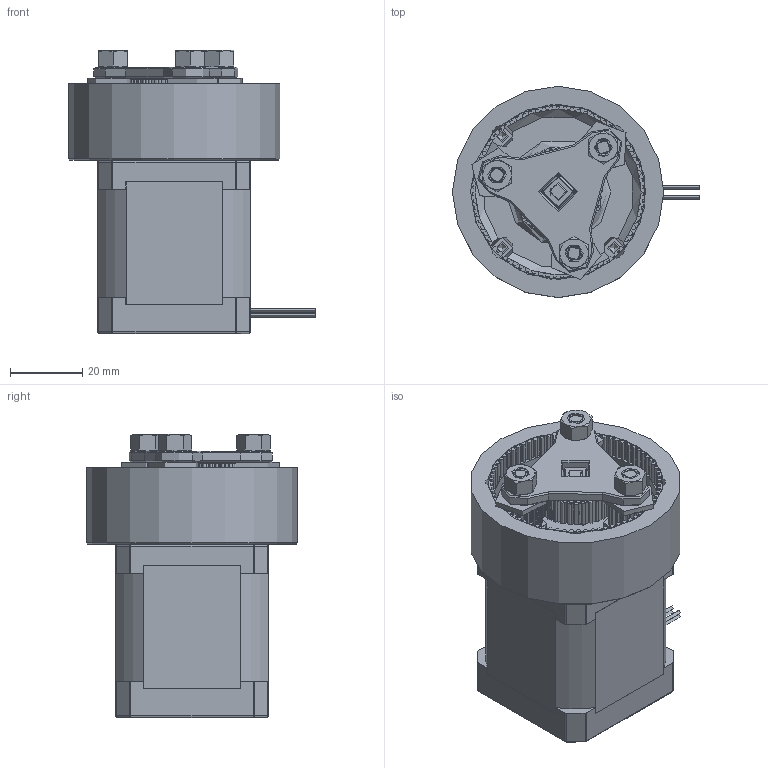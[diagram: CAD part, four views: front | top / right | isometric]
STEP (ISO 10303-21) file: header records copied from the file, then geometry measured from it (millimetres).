
FILE_DESCRIPTION(/* description */ ('','CAx-IF Rec.Pracs.---Representation and Presentation of Product Manufacturing Information (PMI)---4.0---2014-10-13'),/* implementation_level */ '2;1');
FILE_NAME(/* name */ 'GT2Planetary v4.step',/* time_stamp */ '2024-12-02T10:34:33-08:00',/* author */ (''),/* organization */ (''),/* preprocessor_version */ 'ST-DEVELOPER v20',/* originating_system */ 'Autodesk Translation Framework v13.20.0.188',/* authorisation */ '');
FILE_SCHEMA (('AP242_MANAGED_MODEL_BASED_3D_ENGINEERING_MIM_LF { 1 0 10303 442 1 1 4 }'));
Length unit declared in the file: millimetre
Products named in the file (19): GT2Planetary; RingHousing; Component18; Carrier; Hardware; Fasteners; M5 Hexnut v1; M5x16 BHCS v1; M3x6_grub_screw; Motion; GT2 20T 6MM Idler- Gates v1; GT2 16T 6mm 15.5 - Deflanged - Assembly (3); GT2 16T 6mm - Deflanged; 150mm_Closed_Loop (75Teeth); Nema 17 Stepper Motor - 48mm; Sun_gears; 36; 35; 37
Assembly tree (27 placements, depth 5):
  GT2Planetary
    RingHousing
      Component18
      Carrier
    Hardware
      Fasteners
        M5 Hexnut v1  x3
        M5x16 BHCS v1  x3
        M3x6_grub_screw  x4
      Motion
        GT2 20T 6MM Idler- Gates v1  x3
        GT2 16T 6mm 15.5 - Deflanged - Assembly (3)
          GT2 16T 6mm - Deflanged
        150mm_Closed_Loop (75Teeth)
        Nema 17 Stepper Motor - 48mm
    Sun_gears
      36
      35
      37
Bounding box: 68.4 x 58.5 x 78.45 mm (x, y, z)
Volume: 135407.5 mm3; surface area: 44464.6 mm2
Topology: 31 solids, 31 shells, 2062 faces, 5642 edges, 3687 vertices
Faces by surface type: cylinder 1498, plane 361, cone 153, torus 30, sphere 18, bspline 2
Full cylindrical faces by diameter (mm): 1.12 x4, 2.5 x4, 3 x6, 3.4 x4, 4.2 x3, 4.6 x4, 4.8 x3, 5 x15, 5.6 x2, 5.8 x6, 6 x8, 7 x2, 8 x3, 8.2 x6, 8.5 x1, 9 x15, 9.5 x3, 10 x1, 13.9 x1, 15 x6, 16 x1, 22 x1, 24 x1, 48.499 x1, 58.499 x1
Entity records: 62122 total; most frequent: CARTESIAN_POINT 14550, DIRECTION 11089, ORIENTED_EDGE 9612, EDGE_CURVE 4806, AXIS2_PLACEMENT_3D 4654, VERTEX_POINT 3156, CIRCLE 2827, EDGE_LOOP 1802
